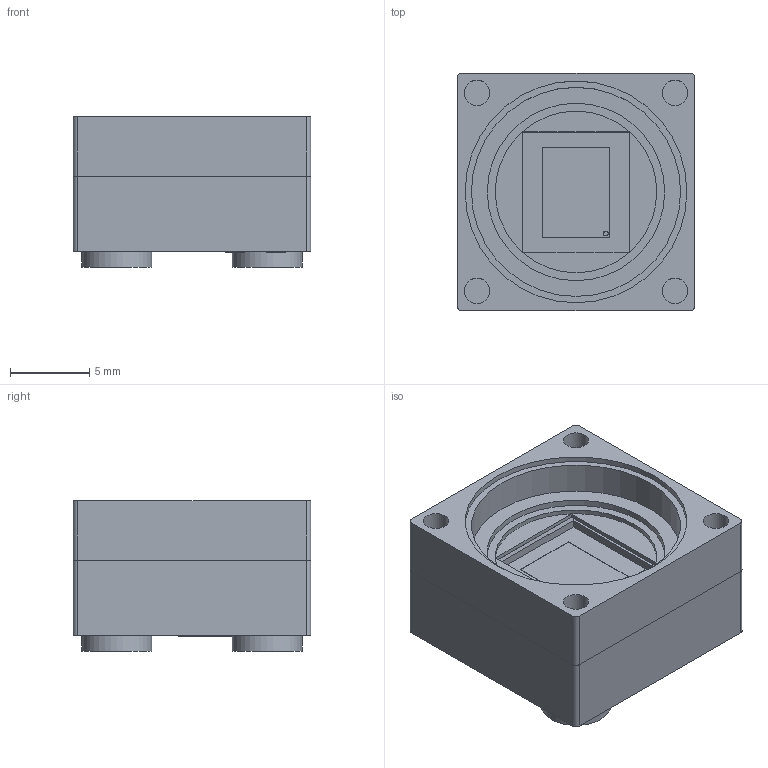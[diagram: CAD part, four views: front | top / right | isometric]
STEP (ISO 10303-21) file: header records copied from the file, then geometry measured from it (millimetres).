
FILE_DESCRIPTION(/* description */ (''),/* implementation_level */ '2;1');
FILE_NAME(/* name */ 'STP-MU-(MU9PM-MH)-REV1.stp',/* time_stamp */ '2018-04-13T16:43:20+02:00',/* author */ (''),/* organization */ (''),/* preprocessor_version */ 'ST-DEVELOPER v16',/* originating_system */ 'SIEMENS PLM Software NX 11.0',/* authorisation */ '');
FILE_SCHEMA (('AUTOMOTIVE_DESIGN { 1 0 10303 214 3 1 1 1 }'));
Products named in the file (4): U16_PCB; U16B; U16A; U16_asm
Assembly tree (3 placements, depth 2):
  U16_asm
    U16A
    U16B
    U16_PCB
Bounding box: 15 x 15 x 9.5 mm (x, y, z)
Volume: 1251 mm3; surface area: 3254 mm2
Topology: 66 solids, 127 shells, 3596 faces, 9917 edges, 6471 vertices
Faces by surface type: plane 2371, cylinder 617, sphere 342, torus 258, cone 8
Full cylindrical faces by diameter (mm): 0.15 x4, 0.55 x2, 1.6 x4, 2.5 x2, 4.4 x2, 10.2 x1, 11.2 x1, 13.2 x1, 14 x1
Entity records: 132610 total; most frequent: CARTESIAN_POINT 23117, ORIENTED_EDGE 19166, DIRECTION 18271, EDGE_CURVE 9583, LINE 7015, VECTOR 7015, VERTEX_POINT 6470, AXIS2_PLACEMENT_3D 5628
